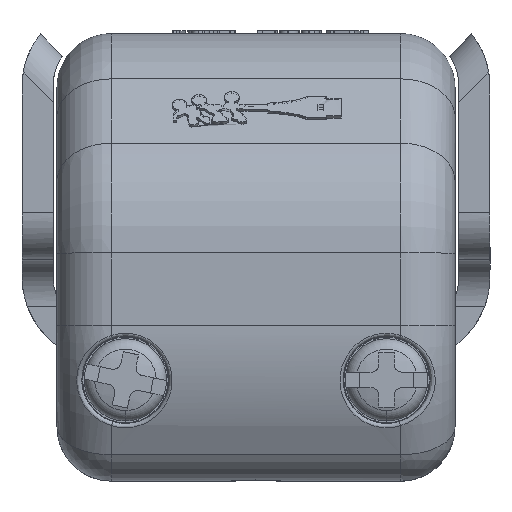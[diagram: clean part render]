
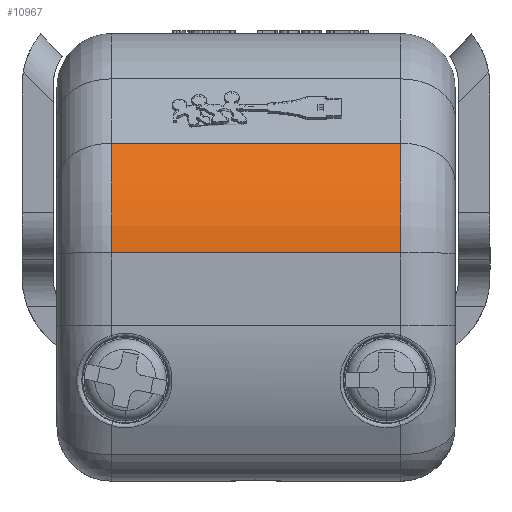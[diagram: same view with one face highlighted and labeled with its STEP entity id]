
A CAD part, top view. The second image highlights one B-rep face of the part: STEP entity #10967.
In plain terms, the highlighted cylindrical face has radius 10 mm (diameter 20 mm), a partial arc.
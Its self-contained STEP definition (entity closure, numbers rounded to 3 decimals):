
#2035 = B_SPLINE_CURVE_WITH_KNOTS ( 'NONE', 3,
 ( #7742, #67509, #67860, #30170 ),
 .UNSPECIFIED., .F., .F.,
 ( 4, 4 ),
 ( 0., 1. ),
 .UNSPECIFIED. ) ;
#2526 = CARTESIAN_POINT ( 'NONE',  ( 9.3, -2.125, 65.14 ) ) ;
#2879 = CARTESIAN_POINT ( 'NONE',  ( 9.3, 2.329, 62.471 ) ) ;
#7742 = CARTESIAN_POINT ( 'NONE',  ( 9.3, 2.329, 62.471 ) ) ;
#9001 = CARTESIAN_POINT ( 'NONE',  ( -3.1, -4.742, 65.4 ) ) ;
#10967 = ADVANCED_FACE ( 'NONE', ( #56048 ), #45365, .T. ) ;
#14399 = ORIENTED_EDGE ( 'NONE', *, *, #38934, .T. ) ;
#14951 = EDGE_CURVE ( 'NONE', #33612, #21783, #68025, .T. ) ;
#15807 = CARTESIAN_POINT ( 'NONE',  ( -9.3, -4.742, 65.4 ) ) ;
#16563 = DIRECTION ( 'NONE',  ( 1., 0., 0. ) ) ;
#17727 = VERTEX_POINT ( 'NONE', #55768 ) ;
#19692 = CARTESIAN_POINT ( 'NONE',  ( 3.1, -4.742, 65.4 ) ) ;
#19835 = CARTESIAN_POINT ( 'NONE',  ( -9.3, 1.403, 63.397 ) ) ;
#21100 = CARTESIAN_POINT ( 'NONE',  ( 9.3, -4.742, 65.4 ) ) ;
#21783 = VERTEX_POINT ( 'NONE', #25475 ) ;
#22139 = AXIS2_PLACEMENT_3D ( 'NONE', #33657, #16563, #38284 ) ;
#23781 = CARTESIAN_POINT ( 'NONE',  ( -9.3, -4.742, 65.4 ) ) ;
#23900 = CARTESIAN_POINT ( 'NONE',  ( 9.3, -3.433, 65.4 ) ) ;
#25184 = CARTESIAN_POINT ( 'NONE',  ( -9.3, -3.433, 65.4 ) ) ;
#25475 = CARTESIAN_POINT ( 'NONE',  ( 9.3, -4.742, 65.4 ) ) ;
#30170 = CARTESIAN_POINT ( 'NONE',  ( -9.3, 2.329, 62.471 ) ) ;
#30547 = VERTEX_POINT ( 'NONE', #58673 ) ;
#33612 = VERTEX_POINT ( 'NONE', #15807 ) ;
#33657 = CARTESIAN_POINT ( 'NONE',  ( 0., -4.742, 55.4 ) ) ;
#36080 = CARTESIAN_POINT ( 'NONE',  ( -9.3, -4.742, 65.4 ) ) ;
#38284 = DIRECTION ( 'NONE',  ( 0., 0., 1. ) ) ;
#38934 = EDGE_CURVE ( 'NONE', #21783, #17727, #51188, .T. ) ;
#39212 = ORIENTED_EDGE ( 'NONE', *, *, #58526, .F. ) ;
#41005 = B_SPLINE_CURVE_WITH_KNOTS ( 'NONE', 3,
 ( #23781, #25184, #61843, #45485, #19835, #56174 ),
 .UNSPECIFIED., .F., .F.,
 ( 4, 2, 4 ),
 ( 0., 0.5, 1. ),
 .UNSPECIFIED. ) ;
#42359 = EDGE_LOOP ( 'NONE', ( #46719, #14399, #48703, #39212 ) ) ;
#45365 = CYLINDRICAL_SURFACE ( 'NONE', #22139, 10. ) ;
#45485 = CARTESIAN_POINT ( 'NONE',  ( -9.3, 0.294, 64.138 ) ) ;
#45949 = CARTESIAN_POINT ( 'NONE',  ( 9.3, -4.742, 65.4 ) ) ;
#46719 = ORIENTED_EDGE ( 'NONE', *, *, #14951, .T. ) ;
#48703 = ORIENTED_EDGE ( 'NONE', *, *, #48827, .T. ) ;
#48827 = EDGE_CURVE ( 'NONE', #17727, #30547, #2035, .T. ) ;
#50263 = CARTESIAN_POINT ( 'NONE',  ( 9.3, 1.403, 63.397 ) ) ;
#51188 = B_SPLINE_CURVE_WITH_KNOTS ( 'NONE', 3,
 ( #45949, #23900, #2526, #56988, #50263, #2879 ),
 .UNSPECIFIED., .F., .F.,
 ( 4, 2, 4 ),
 ( 0., 0.5, 1. ),
 .UNSPECIFIED. ) ;
#55768 = CARTESIAN_POINT ( 'NONE',  ( 9.3, 2.329, 62.471 ) ) ;
#56048 = FACE_OUTER_BOUND ( 'NONE', #42359, .T. ) ;
#56174 = CARTESIAN_POINT ( 'NONE',  ( -9.3, 2.329, 62.471 ) ) ;
#56988 = CARTESIAN_POINT ( 'NONE',  ( 9.3, 0.294, 64.138 ) ) ;
#58526 = EDGE_CURVE ( 'NONE', #33612, #30547, #41005, .T. ) ;
#58673 = CARTESIAN_POINT ( 'NONE',  ( -9.3, 2.329, 62.471 ) ) ;
#61843 = CARTESIAN_POINT ( 'NONE',  ( -9.3, -2.125, 65.14 ) ) ;
#67509 = CARTESIAN_POINT ( 'NONE',  ( 3.1, 2.329, 62.471 ) ) ;
#67860 = CARTESIAN_POINT ( 'NONE',  ( -3.1, 2.329, 62.471 ) ) ;
#68025 = B_SPLINE_CURVE_WITH_KNOTS ( 'NONE', 3,
 ( #36080, #9001, #19692, #21100 ),
 .UNSPECIFIED., .F., .F.,
 ( 4, 4 ),
 ( 0., 1. ),
 .UNSPECIFIED. ) ;
